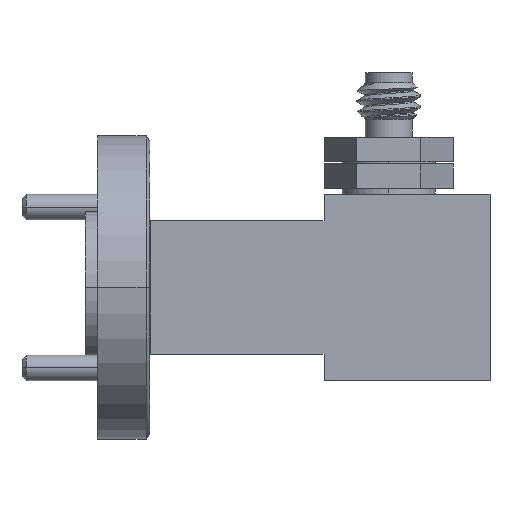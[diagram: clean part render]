
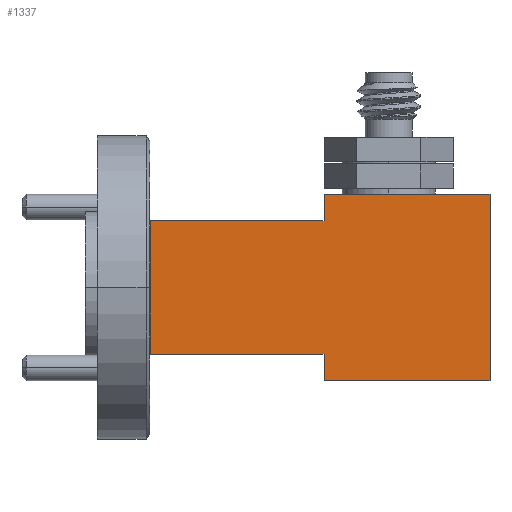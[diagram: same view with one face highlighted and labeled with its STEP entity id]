
A CAD part, top view. The second image highlights one B-rep face of the part: STEP entity #1337.
In plain terms, the highlighted planar face has unit normal (0, 0, 1).
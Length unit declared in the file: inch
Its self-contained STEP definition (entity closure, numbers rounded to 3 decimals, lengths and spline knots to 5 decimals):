
#48 = VERTEX_POINT ( 'NONE', #3269 ) ;
#49 = VECTOR ( 'NONE', #3326, 39.37008 ) ;
#72 = VERTEX_POINT ( 'NONE', #1647 ) ;
#98 = ORIENTED_EDGE ( 'NONE', *, *, #1600, .T. ) ;
#251 = CARTESIAN_POINT ( 'NONE',  ( 0.59, 0.165, 0.165 ) ) ;
#283 = PLANE ( 'NONE',  #2327 ) ;
#322 = CARTESIAN_POINT ( 'NONE',  ( 0.59, -0.2305, 0.165 ) ) ;
#401 = CARTESIAN_POINT ( 'NONE',  ( 0.59, 0.2305, 0.165 ) ) ;
#683 = EDGE_LOOP ( 'NONE', ( #98, #1197, #3897, #2465, #3482, #2117, #2827, #2989 ) ) ;
#706 = CARTESIAN_POINT ( 'NONE',  ( 0.59, -0.2305, 0.165 ) ) ;
#837 = DIRECTION ( 'NONE',  ( 0., -1., 0. ) ) ;
#992 = DIRECTION ( 'NONE',  ( 0., 0., 1. ) ) ;
#1067 = EDGE_CURVE ( 'NONE', #3198, #1268, #2603, .T. ) ;
#1107 = LINE ( 'NONE', #2845, #2548 ) ;
#1197 = ORIENTED_EDGE ( 'NONE', *, *, #3867, .T. ) ;
#1268 = VERTEX_POINT ( 'NONE', #2939 ) ;
#1308 = VECTOR ( 'NONE', #3975, 39.37008 ) ;
#1337 = ADVANCED_FACE ( 'NONE', ( #1942 ), #283, .T. ) ;
#1413 = VERTEX_POINT ( 'NONE', #2260 ) ;
#1472 = DIRECTION ( 'NONE',  ( -1., 0., 0. ) ) ;
#1583 = VECTOR ( 'NONE', #1943, 39.37008 ) ;
#1600 = EDGE_CURVE ( 'NONE', #1268, #3178, #1866, .T. ) ;
#1647 = CARTESIAN_POINT ( 'NONE',  ( 0.59, 0.2305, 0.165 ) ) ;
#1866 = LINE ( 'NONE', #3816, #3021 ) ;
#1942 = FACE_OUTER_BOUND ( 'NONE', #683, .T. ) ;
#1943 = DIRECTION ( 'NONE',  ( 0., -1., 0. ) ) ;
#2087 = LINE ( 'NONE', #322, #2619 ) ;
#2117 = ORIENTED_EDGE ( 'NONE', *, *, #2453, .T. ) ;
#2215 = DIRECTION ( 'NONE',  ( -1., 0., 0. ) ) ;
#2218 = CARTESIAN_POINT ( 'NONE',  ( 0.16047, -0.165, 0.165 ) ) ;
#2260 = CARTESIAN_POINT ( 'NONE',  ( 1., 0.2305, 0.165 ) ) ;
#2327 = AXIS2_PLACEMENT_3D ( 'NONE', #3263, #992, #2653 ) ;
#2384 = LINE ( 'NONE', #3294, #1308 ) ;
#2445 = LINE ( 'NONE', #401, #3027 ) ;
#2453 = EDGE_CURVE ( 'NONE', #1413, #72, #2445, .T. ) ;
#2454 = DIRECTION ( 'NONE',  ( 0., -1., 0. ) ) ;
#2465 = ORIENTED_EDGE ( 'NONE', *, *, #3402, .T. ) ;
#2548 = VECTOR ( 'NONE', #2454, 39.37008 ) ;
#2563 = CARTESIAN_POINT ( 'NONE',  ( 0.59, -0.165, 0.165 ) ) ;
#2603 = LINE ( 'NONE', #3225, #3997 ) ;
#2619 = VECTOR ( 'NONE', #2718, 39.37008 ) ;
#2653 = DIRECTION ( 'NONE',  ( 1., 0., 0. ) ) ;
#2718 = DIRECTION ( 'NONE',  ( 1., 0., 0. ) ) ;
#2827 = ORIENTED_EDGE ( 'NONE', *, *, #3662, .T. ) ;
#2845 = CARTESIAN_POINT ( 'NONE',  ( 0.59, -0.165, 0.165 ) ) ;
#2939 = CARTESIAN_POINT ( 'NONE',  ( 0.16047, 0.165, 0.165 ) ) ;
#2989 = ORIENTED_EDGE ( 'NONE', *, *, #1067, .T. ) ;
#3021 = VECTOR ( 'NONE', #837, 39.37008 ) ;
#3027 = VECTOR ( 'NONE', #1472, 39.37008 ) ;
#3178 = VERTEX_POINT ( 'NONE', #2218 ) ;
#3198 = VERTEX_POINT ( 'NONE', #251 ) ;
#3225 = CARTESIAN_POINT ( 'NONE',  ( 0.16047, 0.165, 0.165 ) ) ;
#3263 = CARTESIAN_POINT ( 'NONE',  ( 0., 0., 0.165 ) ) ;
#3269 = CARTESIAN_POINT ( 'NONE',  ( 1., -0.2305, 0.165 ) ) ;
#3294 = CARTESIAN_POINT ( 'NONE',  ( 1., 0.2305, 0.165 ) ) ;
#3326 = DIRECTION ( 'NONE',  ( 1., 0., 0. ) ) ;
#3346 = LINE ( 'NONE', #3626, #49 ) ;
#3402 = EDGE_CURVE ( 'NONE', #4083, #48, #2087, .T. ) ;
#3461 = EDGE_CURVE ( 'NONE', #4036, #4083, #1107, .T. ) ;
#3482 = ORIENTED_EDGE ( 'NONE', *, *, #4121, .T. ) ;
#3626 = CARTESIAN_POINT ( 'NONE',  ( 0.16047, -0.165, 0.165 ) ) ;
#3662 = EDGE_CURVE ( 'NONE', #72, #3198, #3917, .T. ) ;
#3816 = CARTESIAN_POINT ( 'NONE',  ( 0.16047, 0.165, 0.165 ) ) ;
#3867 = EDGE_CURVE ( 'NONE', #3178, #4036, #3346, .T. ) ;
#3897 = ORIENTED_EDGE ( 'NONE', *, *, #3461, .T. ) ;
#3917 = LINE ( 'NONE', #3946, #1583 ) ;
#3946 = CARTESIAN_POINT ( 'NONE',  ( 0.59, 0.2305, 0.165 ) ) ;
#3975 = DIRECTION ( 'NONE',  ( 0., 1., 0. ) ) ;
#3997 = VECTOR ( 'NONE', #2215, 39.37008 ) ;
#4036 = VERTEX_POINT ( 'NONE', #2563 ) ;
#4083 = VERTEX_POINT ( 'NONE', #706 ) ;
#4121 = EDGE_CURVE ( 'NONE', #48, #1413, #2384, .T. ) ;
